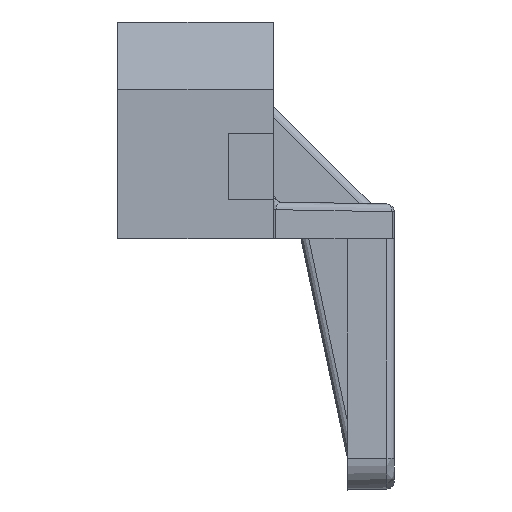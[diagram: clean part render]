
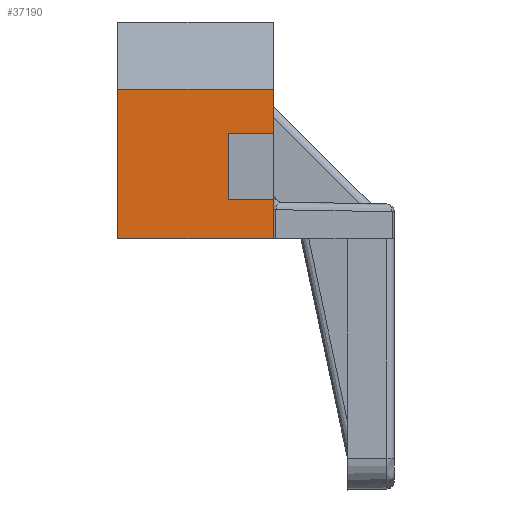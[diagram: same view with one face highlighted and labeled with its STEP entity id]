
A CAD part, left-side view. The second image highlights one B-rep face of the part: STEP entity #37190.
In plain terms, the highlighted planar face has unit normal (-1, 0, 0).
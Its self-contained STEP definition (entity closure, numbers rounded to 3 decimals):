
#383 = PLANE('',#384);
#384 = AXIS2_PLACEMENT_3D('',#385,#386,#387);
#385 = CARTESIAN_POINT('',(508.04,0.,-5.2));
#386 = DIRECTION('',(0.,1.,0.));
#387 = DIRECTION('',(0.,-0.,1.));
#9108 = PLANE('',#9109);
#9109 = AXIS2_PLACEMENT_3D('',#9110,#9111,#9112);
#9110 = CARTESIAN_POINT('',(1001.854,-20.,-5.2));
#9111 = DIRECTION('',(0.,-1.,0.));
#9112 = DIRECTION('',(0.,0.,-1.));
#9716 = PLANE('',#9717);
#9717 = AXIS2_PLACEMENT_3D('',#9718,#9719,#9720);
#9718 = CARTESIAN_POINT('',(510.54,-10.,-19.2));
#9719 = DIRECTION('',(0.,0.,-1.));
#9720 = DIRECTION('',(-1.,0.,0.));
#18936 = VERTEX_POINT('',#18937);
#18937 = CARTESIAN_POINT('',(1.853,-20.,0.));
#18951 = PLANE('',#18952);
#18952 = AXIS2_PLACEMENT_3D('',#18953,#18954,#18955);
#18953 = CARTESIAN_POINT('',(2.553,-10.,0.));
#18954 = DIRECTION('',(0.,0.,1.));
#18955 = DIRECTION('',(1.,0.,-0.));
#18963 = EDGE_CURVE('',#18936,#18964,#18966,.T.);
#18964 = VERTEX_POINT('',#18965);
#18965 = CARTESIAN_POINT('',(1.853,-20.,-5.7));
#18966 = SURFACE_CURVE('',#18967,(#18971,#18978),.PCURVE_S1.);
#18967 = LINE('',#18968,#18969);
#18968 = CARTESIAN_POINT('',(1.853,-20.,0.));
#18969 = VECTOR('',#18970,1.);
#18970 = DIRECTION('',(0.,0.,-1.));
#18971 = PCURVE('',#9108,#18972);
#18972 = DEFINITIONAL_REPRESENTATION('',(#18973),#18977);
#18973 = LINE('',#18974,#18975);
#18974 = CARTESIAN_POINT('',(-5.2,-1000.));
#18975 = VECTOR('',#18976,1.);
#18976 = DIRECTION('',(1.,0.));
#18977 = ( GEOMETRIC_REPRESENTATION_CONTEXT(2) 
PARAMETRIC_REPRESENTATION_CONTEXT() REPRESENTATION_CONTEXT('2D SPACE',''
  ) );
#18978 = PCURVE('',#18979,#18984);
#18979 = PLANE('',#18980);
#18980 = AXIS2_PLACEMENT_3D('',#18981,#18982,#18983);
#18981 = CARTESIAN_POINT('',(1.853,-10.379,
    -9.662));
#18982 = DIRECTION('',(1.,0.,0.));
#18983 = DIRECTION('',(0.,0.,-1.));
#18984 = DEFINITIONAL_REPRESENTATION('',(#18985),#18989);
#18985 = LINE('',#18986,#18987);
#18986 = CARTESIAN_POINT('',(-9.662,-9.621));
#18987 = VECTOR('',#18988,1.);
#18988 = DIRECTION('',(1.,0.));
#18989 = ( GEOMETRIC_REPRESENTATION_CONTEXT(2) 
PARAMETRIC_REPRESENTATION_CONTEXT() REPRESENTATION_CONTEXT('2D SPACE',''
  ) );
#19007 = PLANE('',#19008);
#19008 = AXIS2_PLACEMENT_3D('',#19009,#19010,#19011);
#19009 = CARTESIAN_POINT('',(5.04,-17.5,-5.7));
#19010 = DIRECTION('',(0.,0.,1.));
#19011 = DIRECTION('',(1.,0.,-0.));
#19048 = VERTEX_POINT('',#19049);
#19049 = CARTESIAN_POINT('',(1.853,-20.,-14.2));
#19063 = PLANE('',#19064);
#19064 = AXIS2_PLACEMENT_3D('',#19065,#19066,#19067);
#19065 = CARTESIAN_POINT('',(1.853,-20.,-14.2));
#19066 = DIRECTION('',(0.,0.,-1.));
#19067 = DIRECTION('',(-1.,0.,0.));
#19075 = EDGE_CURVE('',#19048,#19076,#19078,.T.);
#19076 = VERTEX_POINT('',#19077);
#19077 = CARTESIAN_POINT('',(1.853,-20.,-19.2));
#19078 = SURFACE_CURVE('',#19079,(#19083,#19090),.PCURVE_S1.);
#19079 = LINE('',#19080,#19081);
#19080 = CARTESIAN_POINT('',(1.853,-20.,-14.2));
#19081 = VECTOR('',#19082,1.);
#19082 = DIRECTION('',(0.,0.,-1.));
#19083 = PCURVE('',#9108,#19084);
#19084 = DEFINITIONAL_REPRESENTATION('',(#19085),#19089);
#19085 = LINE('',#19086,#19087);
#19086 = CARTESIAN_POINT('',(9.,-1000.));
#19087 = VECTOR('',#19088,1.);
#19088 = DIRECTION('',(1.,0.));
#19089 = ( GEOMETRIC_REPRESENTATION_CONTEXT(2) 
PARAMETRIC_REPRESENTATION_CONTEXT() REPRESENTATION_CONTEXT('2D SPACE',''
  ) );
#19090 = PCURVE('',#18979,#19091);
#19091 = DEFINITIONAL_REPRESENTATION('',(#19092),#19096);
#19092 = LINE('',#19093,#19094);
#19093 = CARTESIAN_POINT('',(4.538,-9.621));
#19094 = VECTOR('',#19095,1.);
#19095 = DIRECTION('',(1.,0.));
#19096 = ( GEOMETRIC_REPRESENTATION_CONTEXT(2) 
PARAMETRIC_REPRESENTATION_CONTEXT() REPRESENTATION_CONTEXT('2D SPACE',''
  ) );
#28543 = PLANE('',#28544);
#28544 = AXIS2_PLACEMENT_3D('',#28545,#28546,#28547);
#28545 = CARTESIAN_POINT('',(5.04,-14.2,-9.95));
#28546 = DIRECTION('',(0.,1.,0.));
#28547 = DIRECTION('',(0.,-0.,1.));
#28560 = VERTEX_POINT('',#28561);
#28561 = CARTESIAN_POINT('',(1.853,-14.2,-14.2));
#28582 = EDGE_CURVE('',#19048,#28560,#28583,.T.);
#28583 = SURFACE_CURVE('',#28584,(#28588,#28595),.PCURVE_S1.);
#28584 = LINE('',#28585,#28586);
#28585 = CARTESIAN_POINT('',(1.853,-20.,-14.2));
#28586 = VECTOR('',#28587,1.);
#28587 = DIRECTION('',(0.,1.,0.));
#28588 = PCURVE('',#19063,#28589);
#28589 = DEFINITIONAL_REPRESENTATION('',(#28590),#28594);
#28590 = LINE('',#28591,#28592);
#28591 = CARTESIAN_POINT('',(0.,0.));
#28592 = VECTOR('',#28593,1.);
#28593 = DIRECTION('',(0.,1.));
#28594 = ( GEOMETRIC_REPRESENTATION_CONTEXT(2) 
PARAMETRIC_REPRESENTATION_CONTEXT() REPRESENTATION_CONTEXT('2D SPACE',''
  ) );
#28595 = PCURVE('',#18979,#28596);
#28596 = DEFINITIONAL_REPRESENTATION('',(#28597),#28601);
#28597 = LINE('',#28598,#28599);
#28598 = CARTESIAN_POINT('',(4.538,-9.621));
#28599 = VECTOR('',#28600,1.);
#28600 = DIRECTION('',(0.,1.));
#28601 = ( GEOMETRIC_REPRESENTATION_CONTEXT(2) 
PARAMETRIC_REPRESENTATION_CONTEXT() REPRESENTATION_CONTEXT('2D SPACE',''
  ) );
#34430 = VERTEX_POINT('',#34431);
#34431 = CARTESIAN_POINT('',(1.853,0.,-19.2));
#34452 = EDGE_CURVE('',#34430,#34453,#34455,.T.);
#34453 = VERTEX_POINT('',#34454);
#34454 = CARTESIAN_POINT('',(1.853,0.,
    0.));
#34455 = SURFACE_CURVE('',#34456,(#34460,#34467),.PCURVE_S1.);
#34456 = LINE('',#34457,#34458);
#34457 = CARTESIAN_POINT('',(1.853,0.,-19.2));
#34458 = VECTOR('',#34459,1.);
#34459 = DIRECTION('',(0.,0.,1.));
#34460 = PCURVE('',#383,#34461);
#34461 = DEFINITIONAL_REPRESENTATION('',(#34462),#34466);
#34462 = LINE('',#34463,#34464);
#34463 = CARTESIAN_POINT('',(-14.,-506.187));
#34464 = VECTOR('',#34465,1.);
#34465 = DIRECTION('',(1.,0.));
#34466 = ( GEOMETRIC_REPRESENTATION_CONTEXT(2) 
PARAMETRIC_REPRESENTATION_CONTEXT() REPRESENTATION_CONTEXT('2D SPACE',''
  ) );
#34467 = PCURVE('',#18979,#34468);
#34468 = DEFINITIONAL_REPRESENTATION('',(#34469),#34473);
#34469 = LINE('',#34470,#34471);
#34470 = CARTESIAN_POINT('',(9.538,10.379));
#34471 = VECTOR('',#34472,1.);
#34472 = DIRECTION('',(-1.,0.));
#34473 = ( GEOMETRIC_REPRESENTATION_CONTEXT(2) 
PARAMETRIC_REPRESENTATION_CONTEXT() REPRESENTATION_CONTEXT('2D SPACE',''
  ) );
#37147 = VERTEX_POINT('',#37148);
#37148 = CARTESIAN_POINT('',(1.853,-14.2,-5.7));
#37169 = EDGE_CURVE('',#28560,#37147,#37170,.T.);
#37170 = SURFACE_CURVE('',#37171,(#37175,#37182),.PCURVE_S1.);
#37171 = LINE('',#37172,#37173);
#37172 = CARTESIAN_POINT('',(1.853,-14.2,-14.2));
#37173 = VECTOR('',#37174,1.);
#37174 = DIRECTION('',(0.,0.,1.));
#37175 = PCURVE('',#28543,#37176);
#37176 = DEFINITIONAL_REPRESENTATION('',(#37177),#37181);
#37177 = LINE('',#37178,#37179);
#37178 = CARTESIAN_POINT('',(-4.25,-3.187));
#37179 = VECTOR('',#37180,1.);
#37180 = DIRECTION('',(1.,0.));
#37181 = ( GEOMETRIC_REPRESENTATION_CONTEXT(2) 
PARAMETRIC_REPRESENTATION_CONTEXT() REPRESENTATION_CONTEXT('2D SPACE',''
  ) );
#37182 = PCURVE('',#18979,#37183);
#37183 = DEFINITIONAL_REPRESENTATION('',(#37184),#37188);
#37184 = LINE('',#37185,#37186);
#37185 = CARTESIAN_POINT('',(4.538,-3.821));
#37186 = VECTOR('',#37187,1.);
#37187 = DIRECTION('',(-1.,0.));
#37188 = ( GEOMETRIC_REPRESENTATION_CONTEXT(2) 
PARAMETRIC_REPRESENTATION_CONTEXT() REPRESENTATION_CONTEXT('2D SPACE',''
  ) );
#37190 = ADVANCED_FACE('',(#37191),#18979,.F.);
#37191 = FACE_BOUND('',#37192,.T.);
#37192 = EDGE_LOOP('',(#37193,#37194,#37195,#37216,#37217,#37238,#37239,
    #37260));
#37193 = ORIENTED_EDGE('',*,*,#28582,.T.);
#37194 = ORIENTED_EDGE('',*,*,#37169,.T.);
#37195 = ORIENTED_EDGE('',*,*,#37196,.T.);
#37196 = EDGE_CURVE('',#37147,#18964,#37197,.T.);
#37197 = SURFACE_CURVE('',#37198,(#37202,#37209),.PCURVE_S1.);
#37198 = LINE('',#37199,#37200);
#37199 = CARTESIAN_POINT('',(1.853,-14.2,-5.7));
#37200 = VECTOR('',#37201,1.);
#37201 = DIRECTION('',(0.,-1.,0.));
#37202 = PCURVE('',#18979,#37203);
#37203 = DEFINITIONAL_REPRESENTATION('',(#37204),#37208);
#37204 = LINE('',#37205,#37206);
#37205 = CARTESIAN_POINT('',(-3.962,-3.821));
#37206 = VECTOR('',#37207,1.);
#37207 = DIRECTION('',(0.,-1.));
#37208 = ( GEOMETRIC_REPRESENTATION_CONTEXT(2) 
PARAMETRIC_REPRESENTATION_CONTEXT() REPRESENTATION_CONTEXT('2D SPACE',''
  ) );
#37209 = PCURVE('',#19007,#37210);
#37210 = DEFINITIONAL_REPRESENTATION('',(#37211),#37215);
#37211 = LINE('',#37212,#37213);
#37212 = CARTESIAN_POINT('',(-3.187,3.3));
#37213 = VECTOR('',#37214,1.);
#37214 = DIRECTION('',(0.,-1.));
#37215 = ( GEOMETRIC_REPRESENTATION_CONTEXT(2) 
PARAMETRIC_REPRESENTATION_CONTEXT() REPRESENTATION_CONTEXT('2D SPACE',''
  ) );
#37216 = ORIENTED_EDGE('',*,*,#18963,.F.);
#37217 = ORIENTED_EDGE('',*,*,#37218,.F.);
#37218 = EDGE_CURVE('',#34453,#18936,#37219,.T.);
#37219 = SURFACE_CURVE('',#37220,(#37224,#37231),.PCURVE_S1.);
#37220 = LINE('',#37221,#37222);
#37221 = CARTESIAN_POINT('',(1.853,0.,
    0.));
#37222 = VECTOR('',#37223,1.);
#37223 = DIRECTION('',(0.,-1.,0.));
#37224 = PCURVE('',#18979,#37225);
#37225 = DEFINITIONAL_REPRESENTATION('',(#37226),#37230);
#37226 = LINE('',#37227,#37228);
#37227 = CARTESIAN_POINT('',(-9.662,10.379));
#37228 = VECTOR('',#37229,1.);
#37229 = DIRECTION('',(0.,-1.));
#37230 = ( GEOMETRIC_REPRESENTATION_CONTEXT(2) 
PARAMETRIC_REPRESENTATION_CONTEXT() REPRESENTATION_CONTEXT('2D SPACE',''
  ) );
#37231 = PCURVE('',#18951,#37232);
#37232 = DEFINITIONAL_REPRESENTATION('',(#37233),#37237);
#37233 = LINE('',#37234,#37235);
#37234 = CARTESIAN_POINT('',(-0.7,10.));
#37235 = VECTOR('',#37236,1.);
#37236 = DIRECTION('',(0.,-1.));
#37237 = ( GEOMETRIC_REPRESENTATION_CONTEXT(2) 
PARAMETRIC_REPRESENTATION_CONTEXT() REPRESENTATION_CONTEXT('2D SPACE',''
  ) );
#37238 = ORIENTED_EDGE('',*,*,#34452,.F.);
#37239 = ORIENTED_EDGE('',*,*,#37240,.F.);
#37240 = EDGE_CURVE('',#19076,#34430,#37241,.T.);
#37241 = SURFACE_CURVE('',#37242,(#37246,#37253),.PCURVE_S1.);
#37242 = LINE('',#37243,#37244);
#37243 = CARTESIAN_POINT('',(1.853,-20.,-19.2));
#37244 = VECTOR('',#37245,1.);
#37245 = DIRECTION('',(0.,1.,0.));
#37246 = PCURVE('',#18979,#37247);
#37247 = DEFINITIONAL_REPRESENTATION('',(#37248),#37252);
#37248 = LINE('',#37249,#37250);
#37249 = CARTESIAN_POINT('',(9.538,-9.621));
#37250 = VECTOR('',#37251,1.);
#37251 = DIRECTION('',(0.,1.));
#37252 = ( GEOMETRIC_REPRESENTATION_CONTEXT(2) 
PARAMETRIC_REPRESENTATION_CONTEXT() REPRESENTATION_CONTEXT('2D SPACE',''
  ) );
#37253 = PCURVE('',#9716,#37254);
#37254 = DEFINITIONAL_REPRESENTATION('',(#37255),#37259);
#37255 = LINE('',#37256,#37257);
#37256 = CARTESIAN_POINT('',(508.687,-10.));
#37257 = VECTOR('',#37258,1.);
#37258 = DIRECTION('',(0.,1.));
#37259 = ( GEOMETRIC_REPRESENTATION_CONTEXT(2) 
PARAMETRIC_REPRESENTATION_CONTEXT() REPRESENTATION_CONTEXT('2D SPACE',''
  ) );
#37260 = ORIENTED_EDGE('',*,*,#19075,.F.);
